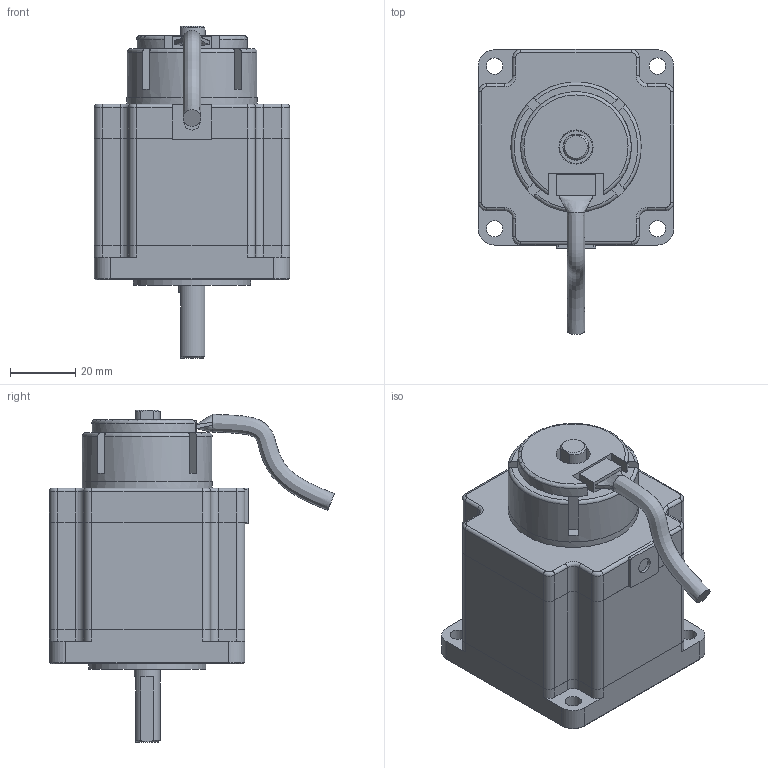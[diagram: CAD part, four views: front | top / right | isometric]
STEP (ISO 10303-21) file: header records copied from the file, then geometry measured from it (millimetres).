
FILE_DESCRIPTION( ( 'Unknown' ), '1' );
FILE_NAME( 'MS566D-AO5.stp', 'Unknown', ( 'Unknown' ), ( 'Unknown' ), 'PSStep 17.0.49', 'Unknown', ' ' );
FILE_SCHEMA( ( 'AUTOMOTIVE_DESIGN { 1 0 10303 214 1 1 1 1 }' ) );
Length unit declared in the file: millimetre
Products named in the file (3): Assem1; MS566D-B; AO5-編碼器
Assembly tree (2 placements, depth 2):
  Assem1
    MS566D-B
    AO5-編碼器
Bounding box: 60 x 87.56 x 102 mm (x, y, z)
Volume: 200097.3 mm3; surface area: 28080.7 mm2
Topology: 2 solids, 2 shells, 209 faces, 531 edges, 336 vertices
Faces by surface type: plane 105, cylinder 70, torus 17, cone 12, bspline 5
Full cylindrical faces by diameter (mm): 4.938 x1, 5 x4, 8 x2, 10 x1, 10.5 x1, 11 x1, 36 x1, 40 x2
Entity records: 8559 total; most frequent: CARTESIAN_POINT 1791, DIRECTION 1084, ORIENTED_EDGE 1016, EDGE_CURVE 508, AXIS2_PLACEMENT_3D 396, VERTEX_POINT 331, LINE 292, VECTOR 292
